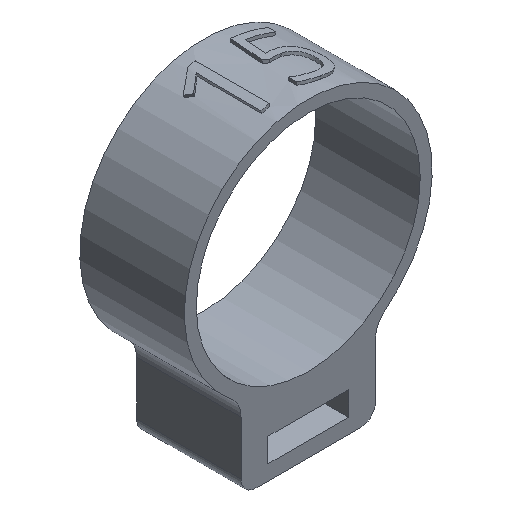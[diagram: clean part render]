
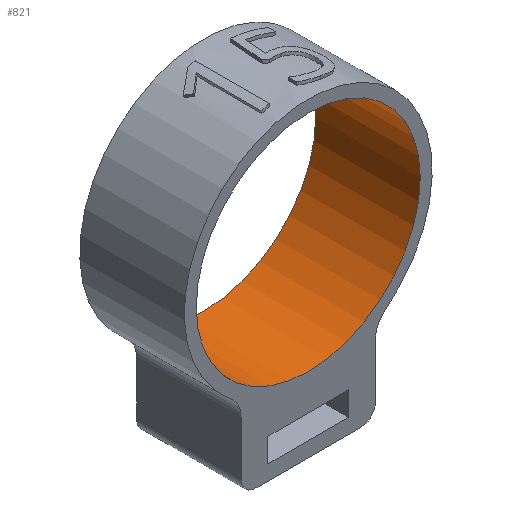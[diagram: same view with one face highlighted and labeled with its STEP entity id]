
A CAD part, isometric view. The second image highlights one B-rep face of the part: STEP entity #821.
In plain terms, the highlighted cylindrical face has radius 7.5 mm (diameter 15 mm), a full revolution.
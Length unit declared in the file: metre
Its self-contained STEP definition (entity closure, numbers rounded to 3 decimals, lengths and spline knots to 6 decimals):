
#270=ORIENTED_EDGE('',*,*,#510,.F.);
#271=ORIENTED_EDGE('',*,*,#511,.T.);
#510=EDGE_CURVE('',#624,#624,#672,.T.);
#511=EDGE_CURVE('',#625,#625,#673,.T.);
#624=VERTEX_POINT('',#1265);
#625=VERTEX_POINT('',#1267);
#672=CIRCLE('',#899,0.0075);
#673=CIRCLE('',#900,0.0075);
#696=EDGE_LOOP('',(#270));
#697=EDGE_LOOP('',(#271));
#756=FACE_BOUND('',#696,.T.);
#757=FACE_BOUND('',#697,.T.);
#805=CYLINDRICAL_SURFACE('',#898,0.0075);
#821=ADVANCED_FACE('',(#756,#757),#805,.F.);
#898=AXIS2_PLACEMENT_3D('',#1263,#1010,#1011);
#899=AXIS2_PLACEMENT_3D('',#1264,#1012,#1013);
#900=AXIS2_PLACEMENT_3D('',#1266,#1014,#1015);
#1010=DIRECTION('',(0.,-1.,0.));
#1011=DIRECTION('',(1.,0.,0.));
#1012=DIRECTION('',(0.,-1.,0.));
#1013=DIRECTION('',(1.,0.,0.));
#1014=DIRECTION('',(0.,-1.,0.));
#1015=DIRECTION('',(1.,0.,0.));
#1263=CARTESIAN_POINT('',(-0.01085,-0.102733,0.010271));
#1264=CARTESIAN_POINT('',(-0.01085,-0.102733,0.010271));
#1265=CARTESIAN_POINT('',(-0.00335,-0.102733,0.010271));
#1266=CARTESIAN_POINT('',(-0.01085,-0.109733,0.010271));
#1267=CARTESIAN_POINT('',(-0.00335,-0.109733,0.010271));
